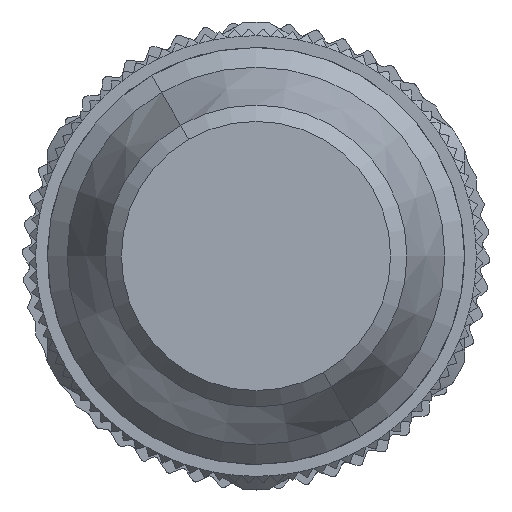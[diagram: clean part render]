
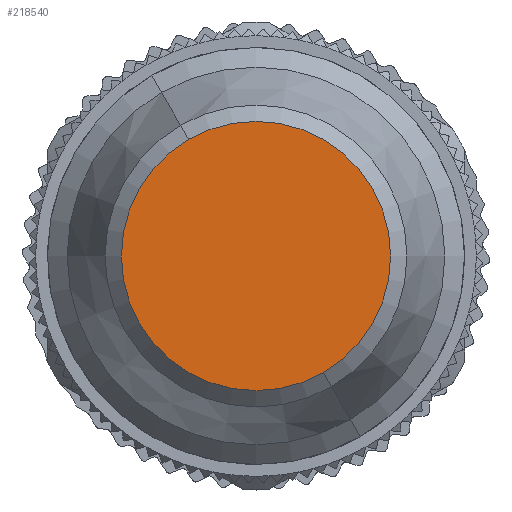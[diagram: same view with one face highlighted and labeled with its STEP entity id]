
A CAD part, left-side view. The second image highlights one B-rep face of the part: STEP entity #218540.
In plain terms, the highlighted planar face has unit normal (-1, 0, 0).
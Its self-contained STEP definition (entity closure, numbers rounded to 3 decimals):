
#218090=CARTESIAN_POINT('',(-62.,5.81,0.))
;
#218100=VERTEX_POINT('',#218090);
#218130=CARTESIAN_POINT('',(-62.,-0.,0.));
#218140=DIRECTION('',(-1.,0.,0.));
#218150=DIRECTION('',(0.,0.,-1.));
#218160=AXIS2_PLACEMENT_3D('',#218130,#218140,#218150);
#218170=CIRCLE('',#218160,5.81);
#218180=CARTESIAN_POINT('',(-62.,0.,-5.81));
#218190=VERTEX_POINT('',#218180);
#218200=EDGE_CURVE('',#218100,#218190,#218170,.T.);
#218220=CARTESIAN_POINT('',(-62.,-5.81,0.))
;
#218230=VERTEX_POINT('',#218220);
#218240=EDGE_CURVE('',#218190,#218230,#218170,.T.);
#218430=CARTESIAN_POINT('',(-62.,-0.,0.));
#218440=DIRECTION('',(-1.,0.,0.));
#218450=DIRECTION('',(0.,0.,1.));
#218460=AXIS2_PLACEMENT_3D('',#218430,#218440,#218450);
#218470=PLANE('',#218460);
#218480=EDGE_CURVE('',#218230,#218100,#218170,.T.);
#218490=ORIENTED_EDGE('',*,*,#218480,.T.);
#218500=ORIENTED_EDGE('',*,*,#218240,.T.);
#218510=ORIENTED_EDGE('',*,*,#218200,.T.);
#218520=EDGE_LOOP('',(#218510,#218500,#218490));
#218530=FACE_OUTER_BOUND('',#218520,.T.);
#218540=ADVANCED_FACE('',(#218530),#218470,.T.);
